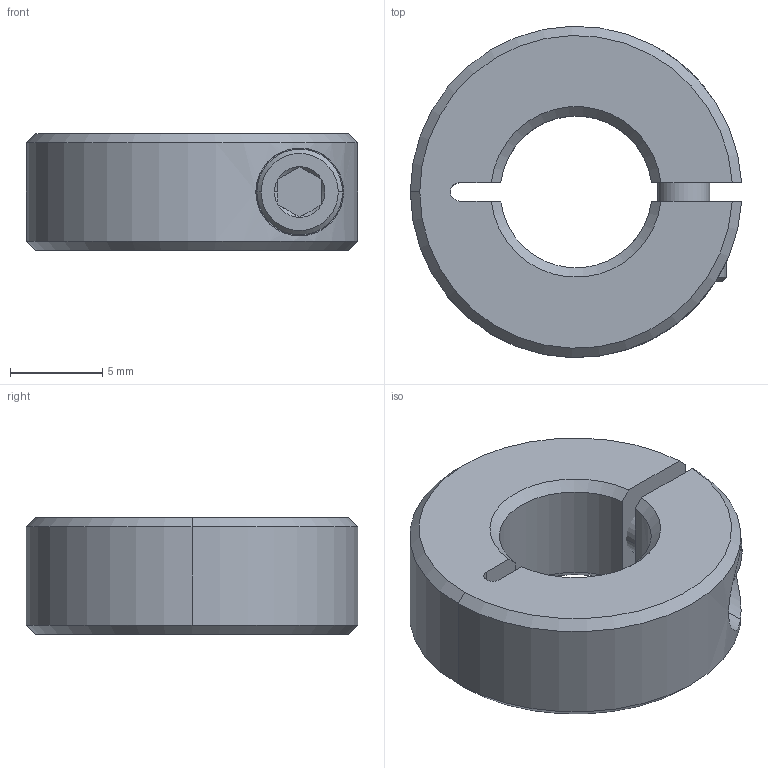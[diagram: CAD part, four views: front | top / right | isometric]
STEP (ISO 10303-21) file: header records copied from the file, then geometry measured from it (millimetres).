
FILE_DESCRIPTION (( 'STEP AP203' ), '1' );
FILE_NAME ('217-2744.20121205.STEP', '2012-12-06T00:00:39', ( 'svradm' ), ( 'Microsoft' ), 'SwSTEP 2.0', 'SolidWorks 2012', '' );
FILE_SCHEMA (( 'CONFIG_CONTROL_DESIGN' ));
Length unit declared in the file: inch
Products named in the file (1): 217-2744.20121205
Bounding box: 17.99 x 17.99 x 6.35 mm (x, y, z)
Volume: 1165.7 mm3; surface area: 1174.7 mm2
Topology: 2 solids, 2 shells, 52 faces, 119 edges, 73 vertices
Faces by surface type: cone 20, plane 17, cylinder 15
Entity records: 1681 total; most frequent: CARTESIAN_POINT 427, DIRECTION 248, ORIENTED_EDGE 238, EDGE_CURVE 119, AXIS2_PLACEMENT_3D 100, VERTEX_POINT 73, EDGE_LOOP 60, FACE_OUTER_BOUND 52
